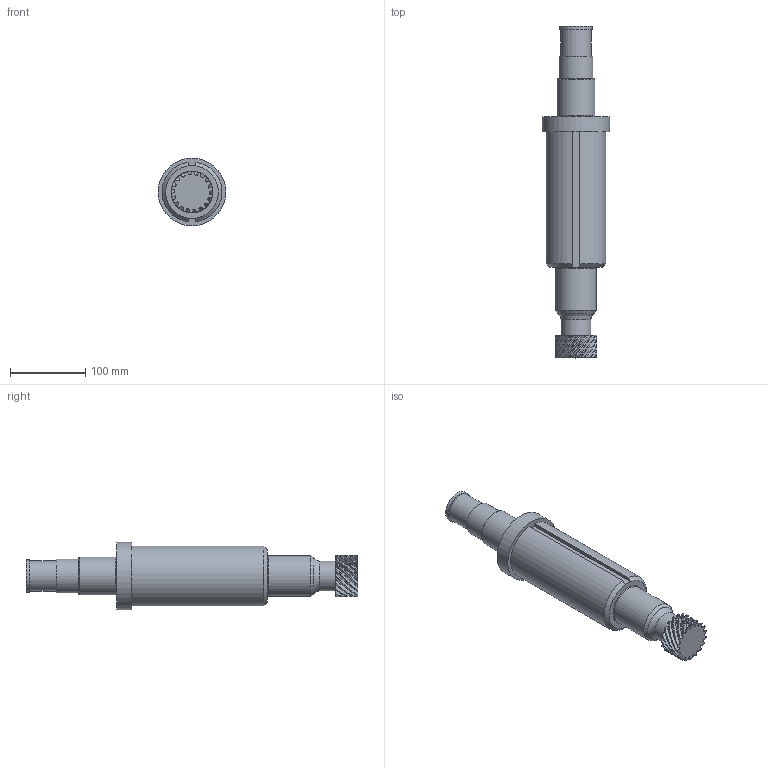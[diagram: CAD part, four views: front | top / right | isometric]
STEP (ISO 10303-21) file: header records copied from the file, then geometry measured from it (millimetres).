
FILE_DESCRIPTION(/* description */ (''),/* implementation_level */ '2;1');
FILE_NAME(/* name */ 'Rotor Shaft.step',/* time_stamp */ '2022-03-24T17:38:45-04:00',/* author */ (''),/* organization */ (''),/* preprocessor_version */ 'ST-DEVELOPER v18.1',/* originating_system */ 'Autodesk Translation Framework v10.10.0.1391',/* authorisation */ '');
FILE_SCHEMA (('AUTOMOTIVE_DESIGN { 1 0 10303 214 3 1 1 }'));
Length unit declared in the file: millimetre
Products named in the file (2): Rotor Shaft; Healical Gear (18R@45.00)
Assembly tree (1 placements, depth 2):
  Rotor Shaft
    Healical Gear (18R@45.00)
Bounding box: 90 x 440 x 90 mm (x, y, z)
Volume: 1432975 mm3; surface area: 107759.8 mm2
Topology: 1 solids, 1 shells, 175 faces, 388 edges, 222 vertices
Faces by surface type: bspline 126, cylinder 27, plane 15, cone 4, torus 3
Full cylindrical faces by diameter (mm): 39.76 x1, 40 x1, 43 x1, 44.786 x1, 50 x1, 53.621 x1, 90 x1
Entity records: 12722 total; most frequent: CARTESIAN_POINT 9858, ORIENTED_EDGE 776, EDGE_CURVE 388, DIRECTION 335, VERTEX_POINT 222, EDGE_LOOP 182, FACE_OUTER_BOUND 175, ADVANCED_FACE 175
